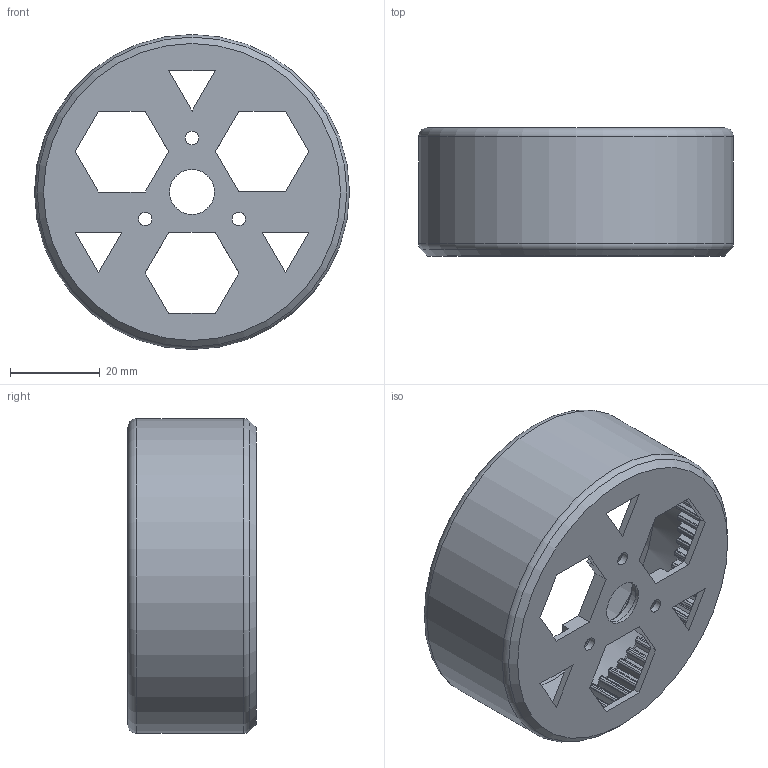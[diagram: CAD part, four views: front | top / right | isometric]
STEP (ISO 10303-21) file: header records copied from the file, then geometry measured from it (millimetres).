
FILE_DESCRIPTION(/* description */ (''),/* implementation_level */ '2;1');
FILE_NAME(/* name */ 'Actuated spline.step',/* time_stamp */ '2020-11-19T18:37:04-05:00',/* author */ (''),/* organization */ (''),/* preprocessor_version */ 'ST-DEVELOPER v18.1',/* originating_system */ 'Autodesk Translation Framework v9.3.0.1241',/* authorisation */ '');
FILE_SCHEMA (('AUTOMOTIVE_DESIGN { 1 0 10303 214 3 1 1 }'));
Length unit declared in the file: millimetre
Products named in the file (1): Actuated spline
Bounding box: 70 x 28.5 x 70 mm (x, y, z)
Volume: 23425.9 mm3; surface area: 19171.5 mm2
Topology: 1 solids, 1 shells, 674 faces, 1882 edges, 1211 vertices
Faces by surface type: cylinder 262, bspline 248, plane 157, cone 5, torus 2
Full cylindrical faces by diameter (mm): 3 x3, 6 x3, 10 x1, 12 x1, 63 x1, 65 x1, 70 x1
Entity records: 23340 total; most frequent: CARTESIAN_POINT 7364, ORIENTED_EDGE 3764, DIRECTION 2773, EDGE_CURVE 1882, VERTEX_POINT 1211, AXIS2_PLACEMENT_3D 1084, EDGE_LOOP 695, FACE_OUTER_BOUND 674
